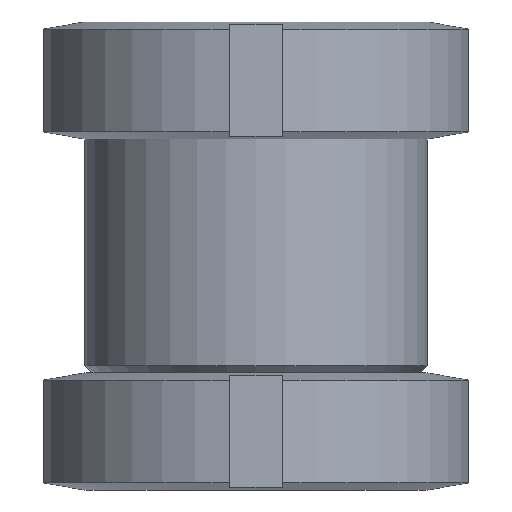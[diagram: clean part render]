
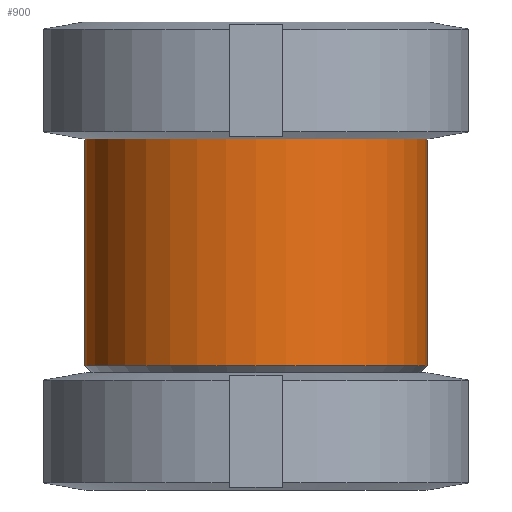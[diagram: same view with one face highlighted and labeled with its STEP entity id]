
A CAD part, front view. The second image highlights one B-rep face of the part: STEP entity #900.
In plain terms, the highlighted cylindrical face has radius 12.8 mm (diameter 25.6 mm), a partial arc.
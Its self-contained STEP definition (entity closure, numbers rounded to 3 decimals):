
#586=VERTEX_POINT('',#1370);
#614=EDGE_CURVE('',#586,#738,#1399,.T.);
#694=EDGE_CURVE('',#990,#738,#1484,.T.);
#720=VERTEX_POINT('',#1514);
#738=VERTEX_POINT('',#1533);
#746=EDGE_CURVE('',#586,#720,#1541,.T.);
#798=EDGE_CURVE('',#720,#990,#1597,.T.);
#900=ADVANCED_FACE('',(#1708),#1709,.T.);
#990=VERTEX_POINT('',#1813);
#1370=CARTESIAN_POINT('',(12.8,0.,26.25));
#1399=CIRCLE('',#2436,12.8);
#1484=LINE('',#2606,#2607);
#1514=CARTESIAN_POINT('',(12.8,0.,9.275));
#1533=CARTESIAN_POINT('',(-12.8,0.,26.25));
#1541=LINE('',#2709,#2710);
#1597=CIRCLE('',#2815,12.8);
#1708=FACE_OUTER_BOUND('',#3032,.T.);
#1709=CYLINDRICAL_SURFACE('',#3033,12.8);
#1813=CARTESIAN_POINT('',(-12.8,0.,9.275));
#2436=AXIS2_PLACEMENT_3D('',#3824,#3825,#3826);
#2606=CARTESIAN_POINT('',(-12.8,0.,17.763));
#2607=VECTOR('',#3891,1.0);
#2709=CARTESIAN_POINT('',(12.8,0.,17.763));
#2710=VECTOR('',#3949,1.0);
#2815=AXIS2_PLACEMENT_3D('',#4001,#4002,#4003);
#3032=EDGE_LOOP('',(#4123,#4124,#4125,#4126));
#3033=AXIS2_PLACEMENT_3D('',#4127,#4128,#4129);
#3824=CARTESIAN_POINT('',(0.0,0.,26.25));
#3825=DIRECTION('',(0.0,0.,-1.0));
#3826=DIRECTION('',(1.0,0.0,0.0));
#3891=DIRECTION('',(-0.0,0.,1.0));
#3949=DIRECTION('',(0.0,0.,-1.0));
#4001=CARTESIAN_POINT('',(0.0,0.,9.275));
#4002=DIRECTION('',(0.0,0.,-1.0));
#4003=DIRECTION('',(1.0,0.0,0.0));
#4123=ORIENTED_EDGE('',*,*,#746,.F.);
#4124=ORIENTED_EDGE('',*,*,#614,.T.);
#4125=ORIENTED_EDGE('',*,*,#694,.F.);
#4126=ORIENTED_EDGE('',*,*,#798,.F.);
#4127=CARTESIAN_POINT('',(0.0,0.,17.763));
#4128=DIRECTION('',(-0.0,0.,1.0));
#4129=DIRECTION('',(1.0,0.0,0.0));
